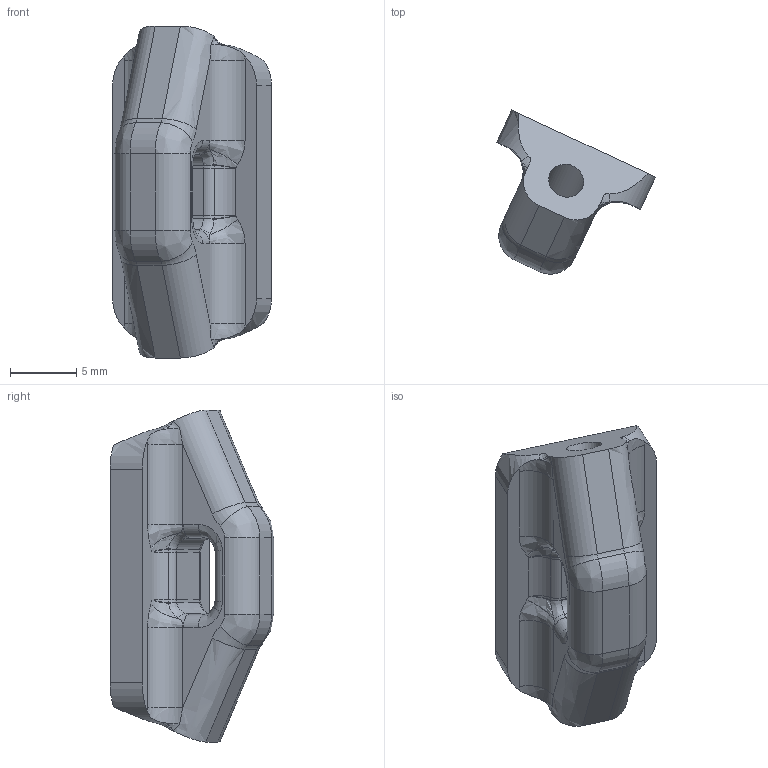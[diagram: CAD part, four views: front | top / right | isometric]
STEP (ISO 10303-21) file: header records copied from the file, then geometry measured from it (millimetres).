
FILE_DESCRIPTION((''),'2;1');
FILE_NAME('filename', '',(''),(''),'','','');
FILE_SCHEMA(('AUTOMOTIVE_DESIGN { 1 0 10303 214 1 1 1 1 }'));
Length unit declared in the file: millimetre
Products named in the file (1): CornerKnee_updated
Bounding box: 12.01 x 12.39 x 25.11 mm (x, y, z)
Volume: 1310.8 mm3; surface area: 1122.1 mm2
Topology: 1 solids, 1 shells, 126 faces, 338 edges, 210 vertices
Faces by surface type: bspline 92, cylinder 17, plane 11, torus 6
Full cylindrical faces by diameter (mm): 2.7 x1
Entity records: 9036 total; most frequent: CARTESIAN_POINT 6259, ORIENTED_EDGE 664, DIRECTION 442, EDGE_CURVE 332, VERTEX_POINT 210, AXIS2_PLACEMENT_3D 167, EDGE_LOOP 130, CIRCLE 128
